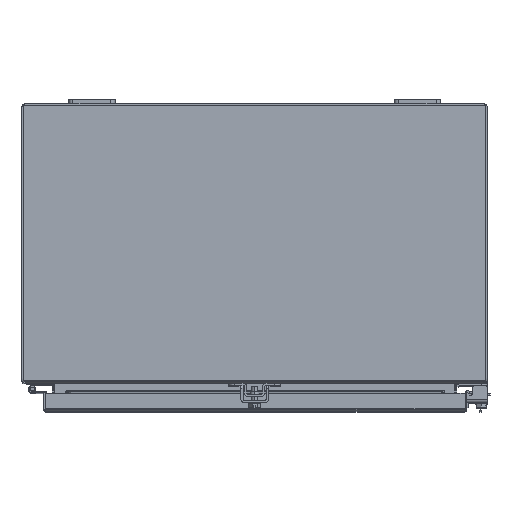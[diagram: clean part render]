
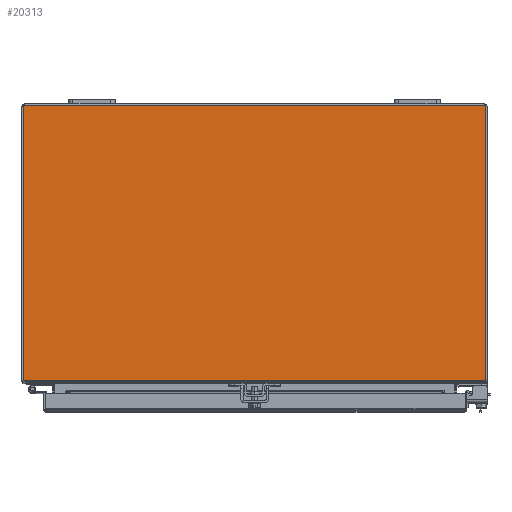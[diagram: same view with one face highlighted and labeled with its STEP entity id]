
A CAD part, top view. The second image highlights one B-rep face of the part: STEP entity #20313.
In plain terms, the highlighted planar face has unit normal (0, 0, 1).
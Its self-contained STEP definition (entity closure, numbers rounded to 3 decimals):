
#1156 = AXIS2_PLACEMENT_3D ( 'NONE', #2889, #27561, #27781 ) ;
#1415 = EDGE_CURVE ( 'NONE', #25964, #42939, #35228, .T. ) ;
#1428 = CARTESIAN_POINT ( 'NONE',  ( -9.928, -0.072, 12. ) ) ;
#1912 = LINE ( 'NONE', #26354, #20150 ) ;
#2889 = CARTESIAN_POINT ( 'NONE',  ( -9.928, -0.072, 12. ) ) ;
#3418 = ORIENTED_EDGE ( 'NONE', *, *, #37424, .T. ) ;
#5070 = CIRCLE ( 'NONE', #16854, 0.25 ) ;
#5738 = EDGE_CURVE ( 'NONE', #41011, #43303, #40589, .T. ) ;
#8175 = DIRECTION ( 'NONE',  ( 1., 0., 0. ) ) ;
#8413 = CARTESIAN_POINT ( 'NONE',  ( -9.678, -11.774, 12. ) ) ;
#8639 = DIRECTION ( 'NONE',  ( 0., 0., -1. ) ) ;
#9526 = CARTESIAN_POINT ( 'NONE',  ( -9.898, -11.892, 12. ) ) ;
#10626 = VECTOR ( 'NONE', #22643, 39.37 ) ;
#11428 = LINE ( 'NONE', #43438, #22017 ) ;
#11760 = VERTEX_POINT ( 'NONE', #9526 ) ;
#12526 = DIRECTION ( 'NONE',  ( 1., 0., 0. ) ) ;
#13120 = ORIENTED_EDGE ( 'NONE', *, *, #44354, .F. ) ;
#15375 = AXIS2_PLACEMENT_3D ( 'NONE', #33945, #16454, #30504 ) ;
#15757 = VERTEX_POINT ( 'NONE', #34448 ) ;
#16454 = DIRECTION ( 'NONE',  ( 0., 0., -1. ) ) ;
#16854 = AXIS2_PLACEMENT_3D ( 'NONE', #8413, #8639, #8175 ) ;
#18339 = DIRECTION ( 'NONE',  ( 0., 1., 0. ) ) ;
#19280 = ORIENTED_EDGE ( 'NONE', *, *, #27336, .T. ) ;
#20150 = VECTOR ( 'NONE', #12526, 39.37 ) ;
#20194 = ORIENTED_EDGE ( 'NONE', *, *, #1415, .F. ) ;
#20313 = ADVANCED_FACE ( 'NONE', ( #23659 ), #30788, .T. ) ;
#20476 = CARTESIAN_POINT ( 'NONE',  ( 9.928, -0.072, 12. ) ) ;
#21956 = ORIENTED_EDGE ( 'NONE', *, *, #33785, .F. ) ;
#22017 = VECTOR ( 'NONE', #18339, 39.37 ) ;
#22643 = DIRECTION ( 'NONE',  ( -1., 0., 0. ) ) ;
#23071 = ORIENTED_EDGE ( 'NONE', *, *, #5738, .T. ) ;
#23659 = FACE_OUTER_BOUND ( 'NONE', #34918, .T. ) ;
#25760 = CARTESIAN_POINT ( 'NONE',  ( 9.898, -11.892, 12. ) ) ;
#25837 = LINE ( 'NONE', #43331, #29528 ) ;
#25964 = VERTEX_POINT ( 'NONE', #29622 ) ;
#26354 = CARTESIAN_POINT ( 'NONE',  ( -9.928, -11.892, 12. ) ) ;
#27336 = EDGE_CURVE ( 'NONE', #11760, #42939, #1912, .T. ) ;
#27561 = DIRECTION ( 'NONE',  ( 0., 0., 1. ) ) ;
#27781 = DIRECTION ( 'NONE',  ( 0., -1., 0. ) ) ;
#29528 = VECTOR ( 'NONE', #35962, 39.37 ) ;
#29622 = CARTESIAN_POINT ( 'NONE',  ( 9.928, -11.774, 12. ) ) ;
#30504 = DIRECTION ( 'NONE',  ( 1., 0., 0. ) ) ;
#30788 = PLANE ( 'NONE',  #1156 ) ;
#33785 = EDGE_CURVE ( 'NONE', #15757, #43303, #11428, .T. ) ;
#33945 = CARTESIAN_POINT ( 'NONE',  ( 9.678, -11.774, 12. ) ) ;
#34448 = CARTESIAN_POINT ( 'NONE',  ( -9.928, -11.774, 12. ) ) ;
#34918 = EDGE_LOOP ( 'NONE', ( #13120, #19280, #20194, #3418, #23071, #21956 ) ) ;
#35228 = CIRCLE ( 'NONE', #15375, 0.25 ) ;
#35962 = DIRECTION ( 'NONE',  ( 0., 1., 0. ) ) ;
#37424 = EDGE_CURVE ( 'NONE', #25964, #41011, #25837, .T. ) ;
#40589 = LINE ( 'NONE', #43137, #10626 ) ;
#41011 = VERTEX_POINT ( 'NONE', #20476 ) ;
#42939 = VERTEX_POINT ( 'NONE', #25760 ) ;
#43137 = CARTESIAN_POINT ( 'NONE',  ( -9.928, -0.072, 12. ) ) ;
#43303 = VERTEX_POINT ( 'NONE', #1428 ) ;
#43331 = CARTESIAN_POINT ( 'NONE',  ( 9.928, -0.072, 12. ) ) ;
#43438 = CARTESIAN_POINT ( 'NONE',  ( -9.928, -12.941, 12. ) ) ;
#44354 = EDGE_CURVE ( 'NONE', #11760, #15757, #5070, .T. ) ;
